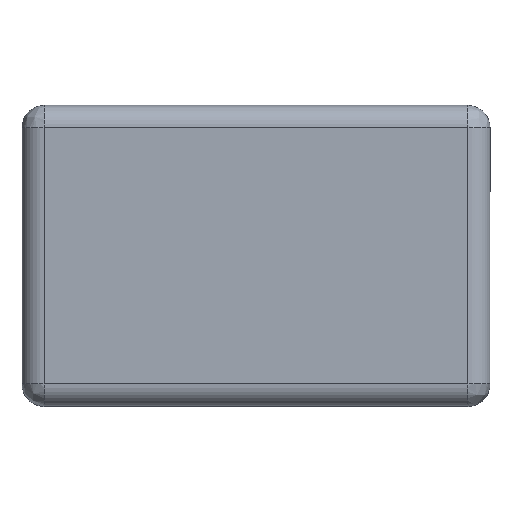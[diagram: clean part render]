
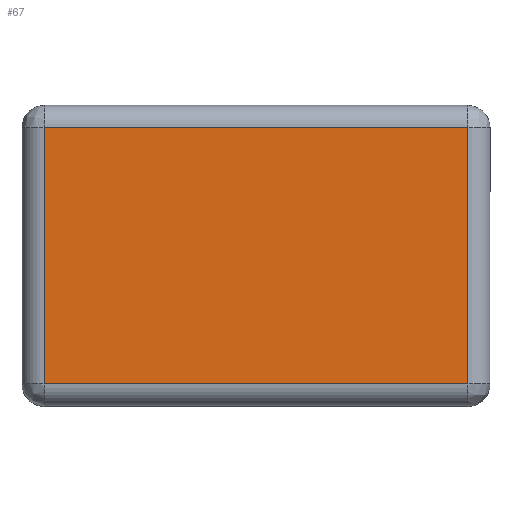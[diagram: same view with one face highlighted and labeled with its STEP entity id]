
A CAD part, top view. The second image highlights one B-rep face of the part: STEP entity #67.
In plain terms, the highlighted planar face has unit normal (0, 0, 1).
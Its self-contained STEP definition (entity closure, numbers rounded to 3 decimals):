
#16 = CARTESIAN_POINT ( 'NONE',  ( -1.05, -0.675, 0.95 ) ) ;
#46 = EDGE_CURVE ( 'NONE', #196, #685, #707, .T. ) ;
#67 = ADVANCED_FACE ( 'NONE', ( #424 ), #667, .T. ) ;
#71 = VECTOR ( 'NONE', #314, 1000. ) ;
#104 = ORIENTED_EDGE ( 'NONE', *, *, #46, .T. ) ;
#125 = VECTOR ( 'NONE', #221, 1000. ) ;
#132 = CARTESIAN_POINT ( 'NONE',  ( -0.95, 0.575, 0.95 ) ) ;
#150 = CARTESIAN_POINT ( 'NONE',  ( 0.95, 0.575, 0.95 ) ) ;
#172 = CARTESIAN_POINT ( 'NONE',  ( -1.05, 0.575, 0.95 ) ) ;
#179 = EDGE_CURVE ( 'NONE', #321, #196, #439, .T. ) ;
#196 = VERTEX_POINT ( 'NONE', #150 ) ;
#215 = DIRECTION ( 'NONE',  ( 0., -1., 0. ) ) ;
#221 = DIRECTION ( 'NONE',  ( 1., 0., 0. ) ) ;
#228 = CARTESIAN_POINT ( 'NONE',  ( -0.95, -0.575, 0.95 ) ) ;
#250 = EDGE_CURVE ( 'NONE', #685, #271, #406, .T. ) ;
#271 = VERTEX_POINT ( 'NONE', #228 ) ;
#314 = DIRECTION ( 'NONE',  ( 0., 1., 0. ) ) ;
#321 = VERTEX_POINT ( 'NONE', #441 ) ;
#331 = CARTESIAN_POINT ( 'NONE',  ( 0.95, -0.675, 0.95 ) ) ;
#341 = LINE ( 'NONE', #580, #125 ) ;
#406 = LINE ( 'NONE', #462, #660 ) ;
#424 = FACE_OUTER_BOUND ( 'NONE', #648, .T. ) ;
#439 = LINE ( 'NONE', #331, #71 ) ;
#441 = CARTESIAN_POINT ( 'NONE',  ( 0.95, -0.575, 0.95 ) ) ;
#453 = ORIENTED_EDGE ( 'NONE', *, *, #179, .T. ) ;
#462 = CARTESIAN_POINT ( 'NONE',  ( -0.95, -0.675, 0.95 ) ) ;
#471 = AXIS2_PLACEMENT_3D ( 'NONE', #16, #530, #487 ) ;
#487 = DIRECTION ( 'NONE',  ( 1., 0., 0. ) ) ;
#518 = DIRECTION ( 'NONE',  ( -1., 0., 0. ) ) ;
#530 = DIRECTION ( 'NONE',  ( 0., 0., 1. ) ) ;
#545 = VECTOR ( 'NONE', #518, 1000. ) ;
#563 = EDGE_CURVE ( 'NONE', #271, #321, #341, .T. ) ;
#580 = CARTESIAN_POINT ( 'NONE',  ( -1.05, -0.575, 0.95 ) ) ;
#648 = EDGE_LOOP ( 'NONE', ( #729, #651, #453, #104 ) ) ;
#651 = ORIENTED_EDGE ( 'NONE', *, *, #563, .T. ) ;
#660 = VECTOR ( 'NONE', #215, 1000. ) ;
#667 = PLANE ( 'NONE',  #471 ) ;
#685 = VERTEX_POINT ( 'NONE', #132 ) ;
#707 = LINE ( 'NONE', #172, #545 ) ;
#729 = ORIENTED_EDGE ( 'NONE', *, *, #250, .T. ) ;
